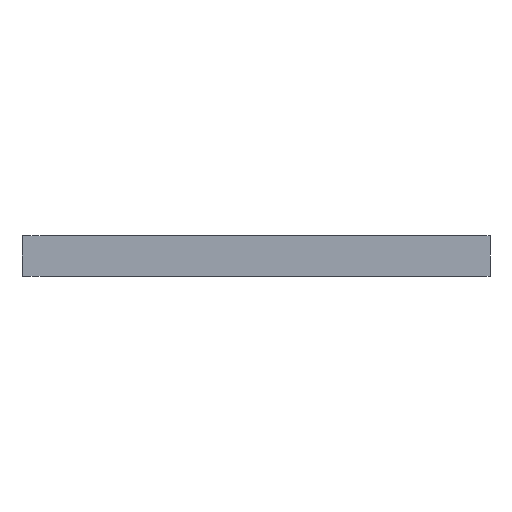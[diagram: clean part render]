
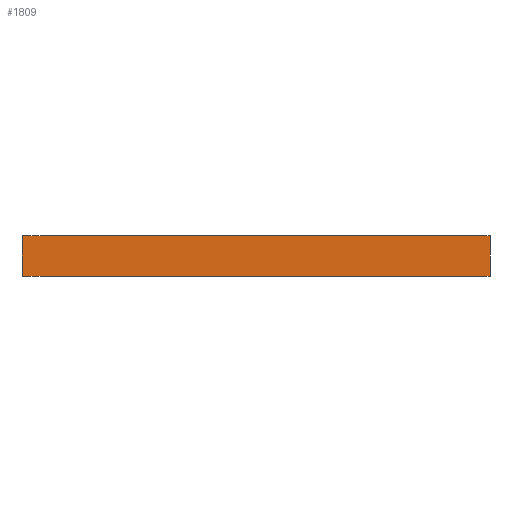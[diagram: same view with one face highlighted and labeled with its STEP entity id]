
A CAD part, front view. The second image highlights one B-rep face of the part: STEP entity #1809.
In plain terms, the highlighted planar face has unit normal (0, -1, 0).
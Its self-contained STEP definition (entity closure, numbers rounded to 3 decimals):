
#90 = PLANE('',#91);
#91 = AXIS2_PLACEMENT_3D('',#92,#93,#94);
#92 = CARTESIAN_POINT('',(0.,-0.203,1.6));
#93 = DIRECTION('',(-0.,-0.,-1.));
#94 = DIRECTION('',(-1.,0.,0.));
#144 = PLANE('',#145);
#145 = AXIS2_PLACEMENT_3D('',#146,#147,#148);
#146 = CARTESIAN_POINT('',(0.,-0.203,0.));
#147 = DIRECTION('',(-0.,-0.,-1.));
#148 = DIRECTION('',(-1.,0.,0.));
#477 = VERTEX_POINT('',#478);
#478 = CARTESIAN_POINT('',(9.15,-26.005,0.));
#492 = PLANE('',#493);
#493 = AXIS2_PLACEMENT_3D('',#494,#495,#496);
#494 = CARTESIAN_POINT('',(9.15,24.755,0.));
#495 = DIRECTION('',(1.,0.,-0.));
#496 = DIRECTION('',(0.,-1.,0.));
#504 = EDGE_CURVE('',#477,#505,#507,.T.);
#505 = VERTEX_POINT('',#506);
#506 = CARTESIAN_POINT('',(-9.15,-26.005,0.));
#507 = SURFACE_CURVE('',#508,(#512,#519),.PCURVE_S1.);
#508 = LINE('',#509,#510);
#509 = CARTESIAN_POINT('',(9.15,-26.005,0.));
#510 = VECTOR('',#511,1.);
#511 = DIRECTION('',(-1.,0.,0.));
#512 = PCURVE('',#144,#513);
#513 = DEFINITIONAL_REPRESENTATION('',(#514),#518);
#514 = LINE('',#515,#516);
#515 = CARTESIAN_POINT('',(-9.15,-25.802));
#516 = VECTOR('',#517,1.);
#517 = DIRECTION('',(1.,0.));
#518 = ( GEOMETRIC_REPRESENTATION_CONTEXT(2) 
PARAMETRIC_REPRESENTATION_CONTEXT() REPRESENTATION_CONTEXT('2D SPACE',''
  ) );
#519 = PCURVE('',#520,#525);
#520 = PLANE('',#521);
#521 = AXIS2_PLACEMENT_3D('',#522,#523,#524);
#522 = CARTESIAN_POINT('',(9.15,-26.005,0.));
#523 = DIRECTION('',(0.,-1.,0.));
#524 = DIRECTION('',(-1.,0.,0.));
#525 = DEFINITIONAL_REPRESENTATION('',(#526),#530);
#526 = LINE('',#527,#528);
#527 = CARTESIAN_POINT('',(0.,-0.));
#528 = VECTOR('',#529,1.);
#529 = DIRECTION('',(1.,0.));
#530 = ( GEOMETRIC_REPRESENTATION_CONTEXT(2) 
PARAMETRIC_REPRESENTATION_CONTEXT() REPRESENTATION_CONTEXT('2D SPACE',''
  ) );
#548 = PLANE('',#549);
#549 = AXIS2_PLACEMENT_3D('',#550,#551,#552);
#550 = CARTESIAN_POINT('',(-9.15,-26.005,0.));
#551 = DIRECTION('',(-1.,0.,0.));
#552 = DIRECTION('',(0.,1.,0.));
#1048 = VERTEX_POINT('',#1049);
#1049 = CARTESIAN_POINT('',(9.15,-26.005,1.6));
#1070 = EDGE_CURVE('',#1048,#1071,#1073,.T.);
#1071 = VERTEX_POINT('',#1072);
#1072 = CARTESIAN_POINT('',(-9.15,-26.005,1.6));
#1073 = SURFACE_CURVE('',#1074,(#1078,#1085),.PCURVE_S1.);
#1074 = LINE('',#1075,#1076);
#1075 = CARTESIAN_POINT('',(9.15,-26.005,1.6));
#1076 = VECTOR('',#1077,1.);
#1077 = DIRECTION('',(-1.,0.,0.));
#1078 = PCURVE('',#90,#1079);
#1079 = DEFINITIONAL_REPRESENTATION('',(#1080),#1084);
#1080 = LINE('',#1081,#1082);
#1081 = CARTESIAN_POINT('',(-9.15,-25.802));
#1082 = VECTOR('',#1083,1.);
#1083 = DIRECTION('',(1.,0.));
#1084 = ( GEOMETRIC_REPRESENTATION_CONTEXT(2) 
PARAMETRIC_REPRESENTATION_CONTEXT() REPRESENTATION_CONTEXT('2D SPACE',''
  ) );
#1085 = PCURVE('',#520,#1086);
#1086 = DEFINITIONAL_REPRESENTATION('',(#1087),#1091);
#1087 = LINE('',#1088,#1089);
#1088 = CARTESIAN_POINT('',(0.,-1.6));
#1089 = VECTOR('',#1090,1.);
#1090 = DIRECTION('',(1.,0.));
#1091 = ( GEOMETRIC_REPRESENTATION_CONTEXT(2) 
PARAMETRIC_REPRESENTATION_CONTEXT() REPRESENTATION_CONTEXT('2D SPACE',''
  ) );
#1761 = EDGE_CURVE('',#477,#1048,#1762,.T.);
#1762 = SURFACE_CURVE('',#1763,(#1767,#1774),.PCURVE_S1.);
#1763 = LINE('',#1764,#1765);
#1764 = CARTESIAN_POINT('',(9.15,-26.005,0.));
#1765 = VECTOR('',#1766,1.);
#1766 = DIRECTION('',(0.,0.,1.));
#1767 = PCURVE('',#492,#1768);
#1768 = DEFINITIONAL_REPRESENTATION('',(#1769),#1773);
#1769 = LINE('',#1770,#1771);
#1770 = CARTESIAN_POINT('',(50.759,0.));
#1771 = VECTOR('',#1772,1.);
#1772 = DIRECTION('',(0.,-1.));
#1773 = ( GEOMETRIC_REPRESENTATION_CONTEXT(2) 
PARAMETRIC_REPRESENTATION_CONTEXT() REPRESENTATION_CONTEXT('2D SPACE',''
  ) );
#1774 = PCURVE('',#520,#1775);
#1775 = DEFINITIONAL_REPRESENTATION('',(#1776),#1780);
#1776 = LINE('',#1777,#1778);
#1777 = CARTESIAN_POINT('',(0.,-0.));
#1778 = VECTOR('',#1779,1.);
#1779 = DIRECTION('',(0.,-1.));
#1780 = ( GEOMETRIC_REPRESENTATION_CONTEXT(2) 
PARAMETRIC_REPRESENTATION_CONTEXT() REPRESENTATION_CONTEXT('2D SPACE',''
  ) );
#1809 = ADVANCED_FACE('',(#1810),#520,.T.);
#1810 = FACE_BOUND('',#1811,.T.);
#1811 = EDGE_LOOP('',(#1812,#1813,#1814,#1835));
#1812 = ORIENTED_EDGE('',*,*,#1761,.T.);
#1813 = ORIENTED_EDGE('',*,*,#1070,.T.);
#1814 = ORIENTED_EDGE('',*,*,#1815,.F.);
#1815 = EDGE_CURVE('',#505,#1071,#1816,.T.);
#1816 = SURFACE_CURVE('',#1817,(#1821,#1828),.PCURVE_S1.);
#1817 = LINE('',#1818,#1819);
#1818 = CARTESIAN_POINT('',(-9.15,-26.005,0.));
#1819 = VECTOR('',#1820,1.);
#1820 = DIRECTION('',(0.,0.,1.));
#1821 = PCURVE('',#520,#1822);
#1822 = DEFINITIONAL_REPRESENTATION('',(#1823),#1827);
#1823 = LINE('',#1824,#1825);
#1824 = CARTESIAN_POINT('',(18.3,0.));
#1825 = VECTOR('',#1826,1.);
#1826 = DIRECTION('',(0.,-1.));
#1827 = ( GEOMETRIC_REPRESENTATION_CONTEXT(2) 
PARAMETRIC_REPRESENTATION_CONTEXT() REPRESENTATION_CONTEXT('2D SPACE',''
  ) );
#1828 = PCURVE('',#548,#1829);
#1829 = DEFINITIONAL_REPRESENTATION('',(#1830),#1834);
#1830 = LINE('',#1831,#1832);
#1831 = CARTESIAN_POINT('',(0.,0.));
#1832 = VECTOR('',#1833,1.);
#1833 = DIRECTION('',(0.,-1.));
#1834 = ( GEOMETRIC_REPRESENTATION_CONTEXT(2) 
PARAMETRIC_REPRESENTATION_CONTEXT() REPRESENTATION_CONTEXT('2D SPACE',''
  ) );
#1835 = ORIENTED_EDGE('',*,*,#504,.F.);
